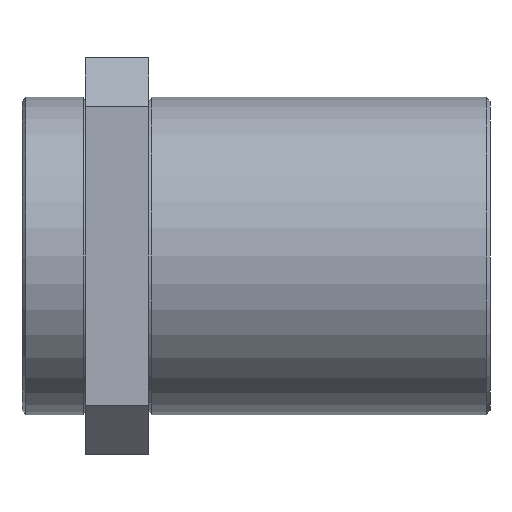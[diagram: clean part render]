
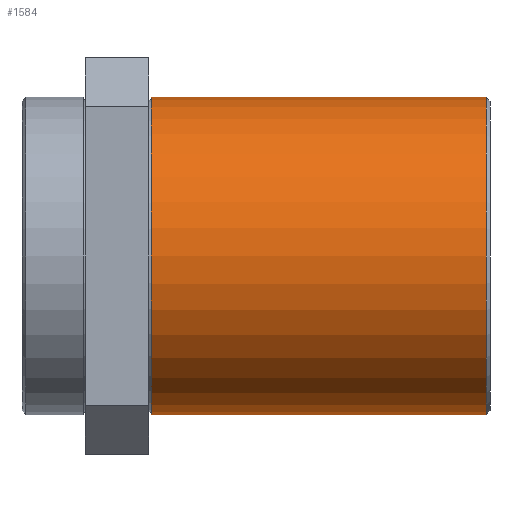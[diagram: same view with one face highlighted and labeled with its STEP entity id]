
A CAD part, front view. The second image highlights one B-rep face of the part: STEP entity #1584.
In plain terms, the highlighted cylindrical face has radius 20 mm (diameter 40 mm), a partial arc.
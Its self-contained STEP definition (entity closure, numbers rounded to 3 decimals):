
#16 = VECTOR ( 'NONE', #604, 1000. ) ;
#20 = LINE ( 'NONE', #589, #16 ) ;
#106 = EDGE_CURVE ( 'NONE', #252, #219, #1053, .T. ) ;
#109 = EDGE_CURVE ( 'NONE', #193, #251, #995, .T. ) ;
#147 = EDGE_CURVE ( 'NONE', #193, #252, #1054, .T. ) ;
#193 = VERTEX_POINT ( 'NONE', #1541 ) ;
#219 = VERTEX_POINT ( 'NONE', #510 ) ;
#251 = VERTEX_POINT ( 'NONE', #527 ) ;
#252 = VERTEX_POINT ( 'NONE', #528 ) ;
#323 = EDGE_LOOP ( 'NONE', ( #486, #497, #359, #388 ) ) ;
#359 = ORIENTED_EDGE ( 'NONE', *, *, #147, .T. ) ;
#388 = ORIENTED_EDGE ( 'NONE', *, *, #106, .T. ) ;
#486 = ORIENTED_EDGE ( 'NONE', *, *, #983, .F. ) ;
#497 = ORIENTED_EDGE ( 'NONE', *, *, #109, .F. ) ;
#510 = CARTESIAN_POINT ( 'NONE',  ( 50.5, 0., 20. ) ) ;
#527 = CARTESIAN_POINT ( 'NONE',  ( 8.3, 0., 20. ) ) ;
#528 = CARTESIAN_POINT ( 'NONE',  ( 50.5, 0., -20. ) ) ;
#589 = CARTESIAN_POINT ( 'NONE',  ( -8., 0., 20. ) ) ;
#604 = DIRECTION ( 'NONE',  ( 1., 0., 0. ) ) ;
#676 = CARTESIAN_POINT ( 'NONE',  ( -8., 0., 0. ) ) ;
#679 = DIRECTION ( 'NONE',  ( 1., 0., 0. ) ) ;
#680 = DIRECTION ( 'NONE',  ( 0., 0., -1. ) ) ;
#822 = AXIS2_PLACEMENT_3D ( 'NONE', #1422, #1449, #1399 ) ;
#824 = AXIS2_PLACEMENT_3D ( 'NONE', #1440, #1405, #1433 ) ;
#983 = EDGE_CURVE ( 'NONE', #251, #219, #20, .T. ) ;
#986 = VECTOR ( 'NONE', #1529, 1000. ) ;
#995 = CIRCLE ( 'NONE', #822, 20. ) ;
#1053 = CIRCLE ( 'NONE', #824, 20. ) ;
#1054 = LINE ( 'NONE', #1560, #986 ) ;
#1253 = CYLINDRICAL_SURFACE ( 'NONE', #1629, 20. ) ;
#1271 = FACE_OUTER_BOUND ( 'NONE', #323, .T. ) ;
#1399 = DIRECTION ( 'NONE',  ( 0., 0., 1. ) ) ;
#1405 = DIRECTION ( 'NONE',  ( -1., 0., 0. ) ) ;
#1422 = CARTESIAN_POINT ( 'NONE',  ( 8.3, 0., 0. ) ) ;
#1433 = DIRECTION ( 'NONE',  ( 0., 0., -1. ) ) ;
#1440 = CARTESIAN_POINT ( 'NONE',  ( 50.5, 0., 0. ) ) ;
#1449 = DIRECTION ( 'NONE',  ( -1., 0., 0. ) ) ;
#1529 = DIRECTION ( 'NONE',  ( 1., 0., 0. ) ) ;
#1541 = CARTESIAN_POINT ( 'NONE',  ( 8.3, 0., -20. ) ) ;
#1560 = CARTESIAN_POINT ( 'NONE',  ( -8., 0., -20. ) ) ;
#1584 = ADVANCED_FACE ( 'NONE', ( #1271 ), #1253, .T. ) ;
#1629 = AXIS2_PLACEMENT_3D ( 'NONE', #676, #679, #680 ) ;
